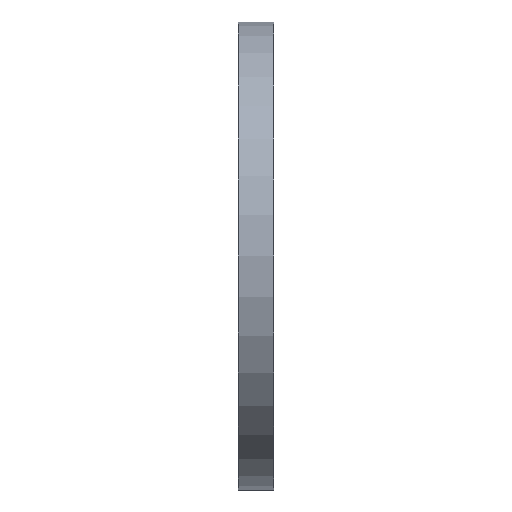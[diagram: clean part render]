
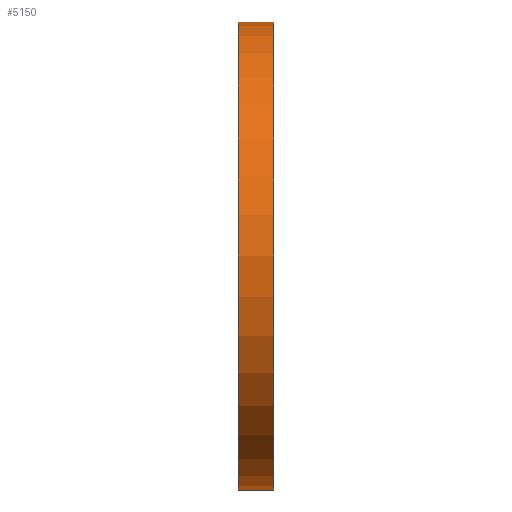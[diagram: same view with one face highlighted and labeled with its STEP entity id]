
A CAD part, left-side view. The second image highlights one B-rep face of the part: STEP entity #5150.
In plain terms, the highlighted cylindrical face has radius 40 mm (diameter 80 mm), a partial arc.
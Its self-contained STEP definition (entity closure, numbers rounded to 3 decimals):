
#48 = CARTESIAN_POINT ( 'NONE',  ( 0., 0., 0. ) ) ;
#220 = AXIS2_PLACEMENT_3D ( 'NONE', #48, #6311, #6267 ) ;
#1077 = VERTEX_POINT ( 'NONE', #7239 ) ;
#1249 = CARTESIAN_POINT ( 'NONE',  ( 0., 6., 0. ) ) ;
#1507 = CARTESIAN_POINT ( 'NONE',  ( 0., 6., 40. ) ) ;
#1780 = EDGE_CURVE ( 'NONE', #4641, #8935, #2269, .T. ) ;
#2269 = CIRCLE ( 'NONE', #12224, 40. ) ;
#2405 = CARTESIAN_POINT ( 'NONE',  ( 0., 0., 40. ) ) ;
#2551 = CARTESIAN_POINT ( 'NONE',  ( 0., 6., 0. ) ) ;
#2684 = EDGE_CURVE ( 'NONE', #1077, #4731, #11670, .T. ) ;
#2861 = CARTESIAN_POINT ( 'NONE',  ( 0., 6., 40. ) ) ;
#3104 = LINE ( 'NONE', #5594, #4705 ) ;
#3447 = DIRECTION ( 'NONE',  ( 0., -1., 0. ) ) ;
#3746 = DIRECTION ( 'NONE',  ( 0., -1., 0. ) ) ;
#4641 = VERTEX_POINT ( 'NONE', #10498 ) ;
#4705 = VECTOR ( 'NONE', #3447, 1000. ) ;
#4731 = VERTEX_POINT ( 'NONE', #2405 ) ;
#4979 = AXIS2_PLACEMENT_3D ( 'NONE', #2551, #3746, #10810 ) ;
#5150 = ADVANCED_FACE ( 'NONE', ( #6563 ), #11476, .T. ) ;
#5167 = EDGE_CURVE ( 'NONE', #8935, #4731, #6488, .T. ) ;
#5594 = CARTESIAN_POINT ( 'NONE',  ( 0., 6., -40. ) ) ;
#5731 = EDGE_CURVE ( 'NONE', #4641, #1077, #3104, .T. ) ;
#6267 = DIRECTION ( 'NONE',  ( 0., 0., 1. ) ) ;
#6311 = DIRECTION ( 'NONE',  ( 0., 1., 0. ) ) ;
#6488 = LINE ( 'NONE', #1507, #9540 ) ;
#6563 = FACE_OUTER_BOUND ( 'NONE', #13025, .T. ) ;
#6708 = DIRECTION ( 'NONE',  ( 0., -1., 0. ) ) ;
#7239 = CARTESIAN_POINT ( 'NONE',  ( 0., 0., -40. ) ) ;
#7954 = ORIENTED_EDGE ( 'NONE', *, *, #5731, .T. ) ;
#8935 = VERTEX_POINT ( 'NONE', #2861 ) ;
#9027 = ORIENTED_EDGE ( 'NONE', *, *, #1780, .F. ) ;
#9372 = DIRECTION ( 'NONE',  ( 0., 1., 0. ) ) ;
#9540 = VECTOR ( 'NONE', #6708, 1000. ) ;
#10498 = CARTESIAN_POINT ( 'NONE',  ( 0., 6., -40. ) ) ;
#10810 = DIRECTION ( 'NONE',  ( 0., 0., -1. ) ) ;
#11476 = CYLINDRICAL_SURFACE ( 'NONE', #4979, 40. ) ;
#11653 = DIRECTION ( 'NONE',  ( 0., 0., 1. ) ) ;
#11670 = CIRCLE ( 'NONE', #220, 40. ) ;
#12224 = AXIS2_PLACEMENT_3D ( 'NONE', #1249, #9372, #11653 ) ;
#12507 = ORIENTED_EDGE ( 'NONE', *, *, #5167, .F. ) ;
#12839 = ORIENTED_EDGE ( 'NONE', *, *, #2684, .T. ) ;
#13025 = EDGE_LOOP ( 'NONE', ( #12507, #9027, #7954, #12839 ) ) ;
